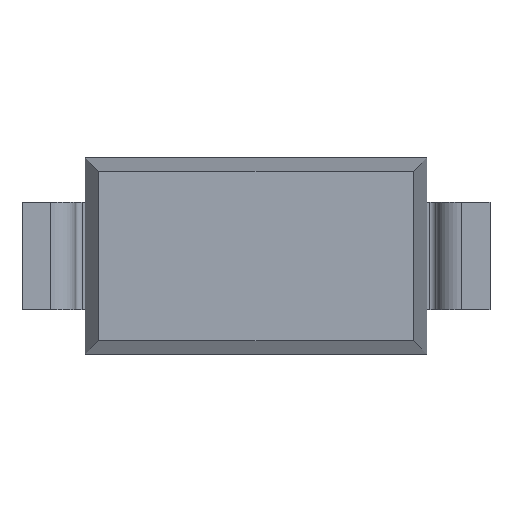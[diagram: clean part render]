
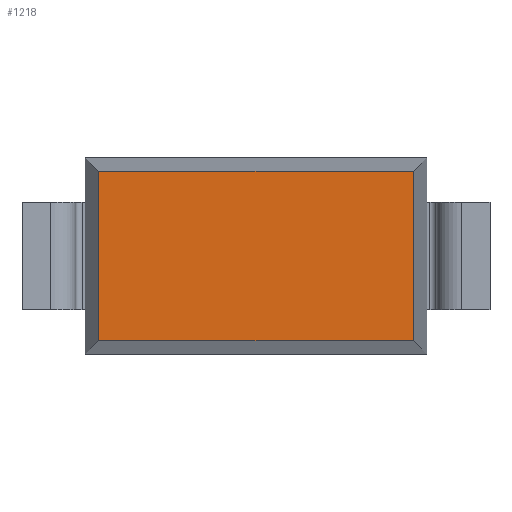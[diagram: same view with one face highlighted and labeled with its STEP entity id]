
A CAD part, front view. The second image highlights one B-rep face of the part: STEP entity #1218.
In plain terms, the highlighted planar face has unit normal (0, -1, 0).
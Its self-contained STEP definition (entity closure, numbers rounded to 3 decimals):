
#1179 = CARTESIAN_POINT ( 'NONE',  ( -1.244, 0., 0.669 ) ) ;
#1180 = VERTEX_POINT ( 'NONE', #1179 ) ;
#1181 = CARTESIAN_POINT ( 'NONE',  ( -1.244, 0., -0.669 ) ) ;
#1182 = VERTEX_POINT ( 'NONE', #1181 ) ;
#1183 = CARTESIAN_POINT ( 'NONE',  ( -1.244, 0., -0.775 ) ) ;
#1184 = DIRECTION ( 'NONE',  ( 0., 0., -1. ) ) ;
#1185 = VECTOR ( 'NONE', #1184, 1000. ) ;
#1186 = LINE ( 'NONE', #1183, #1185 ) ;
#1187 = EDGE_CURVE ( 'NONE', #1180, #1182, #1186, .T. ) ;
#1188 = ORIENTED_EDGE ( 'NONE', *, *, #1187, .T. ) ;
#1189 = CARTESIAN_POINT ( 'NONE',  ( 1.244, 0., -0.669 ) ) ;
#1190 = VERTEX_POINT ( 'NONE', #1189 ) ;
#1191 = CARTESIAN_POINT ( 'NONE',  ( 1.35, 0., -0.669 ) ) ;
#1192 = DIRECTION ( 'NONE',  ( 1., 0., 0. ) ) ;
#1193 = VECTOR ( 'NONE', #1192, 1000. ) ;
#1194 = LINE ( 'NONE', #1191, #1193 ) ;
#1195 = EDGE_CURVE ( 'NONE', #1182, #1190, #1194, .T. ) ;
#1196 = ORIENTED_EDGE ( 'NONE', *, *, #1195, .T. ) ;
#1197 = CARTESIAN_POINT ( 'NONE',  ( 1.244, 0., 0.669 ) ) ;
#1198 = VERTEX_POINT ( 'NONE', #1197 ) ;
#1199 = CARTESIAN_POINT ( 'NONE',  ( 1.244, 0., 0.775 ) ) ;
#1200 = DIRECTION ( 'NONE',  ( 0., 0., 1. ) ) ;
#1201 = VECTOR ( 'NONE', #1200, 1000. ) ;
#1202 = LINE ( 'NONE', #1199, #1201 ) ;
#1203 = EDGE_CURVE ( 'NONE', #1190, #1198, #1202, .T. ) ;
#1204 = ORIENTED_EDGE ( 'NONE', *, *, #1203, .T. ) ;
#1205 = CARTESIAN_POINT ( 'NONE',  ( -1.35, 0., 0.669 ) ) ;
#1206 = DIRECTION ( 'NONE',  ( -1., 0., 0. ) ) ;
#1207 = VECTOR ( 'NONE', #1206, 1000. ) ;
#1208 = LINE ( 'NONE', #1205, #1207 ) ;
#1209 = EDGE_CURVE ( 'NONE', #1198, #1180, #1208, .T. ) ;
#1210 = ORIENTED_EDGE ( 'NONE', *, *, #1209, .T. ) ;
#1211 = EDGE_LOOP ( 'NONE', ( #1188, #1196, #1204, #1210 ) ) ;
#1212 = FACE_OUTER_BOUND ( 'NONE', #1211, .T. ) ;
#1213 = CARTESIAN_POINT ( 'NONE',  ( 0., 0., 0. ) ) ;
#1214 = DIRECTION ( 'NONE',  ( 0., -1., 0. ) ) ;
#1215 = DIRECTION ( 'NONE',  ( 0., 0., -1. ) ) ;
#1216 = AXIS2_PLACEMENT_3D ( 'NONE', #1213, #1214, #1215 ) ;
#1217 = PLANE ( 'NONE', #1216 ) ;
#1218 = ADVANCED_FACE ( 'NONE', ( #1212 ), #1217, .T. ) ;
